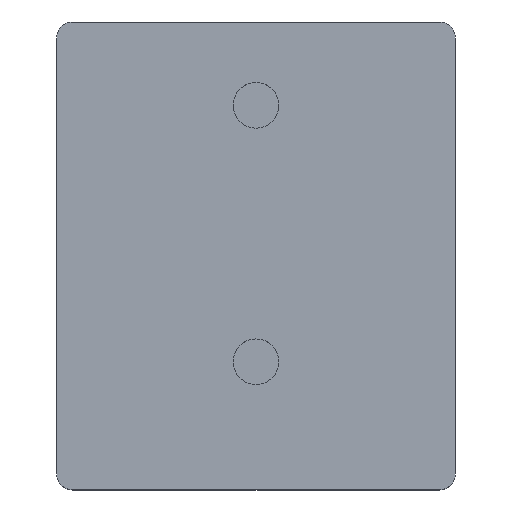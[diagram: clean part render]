
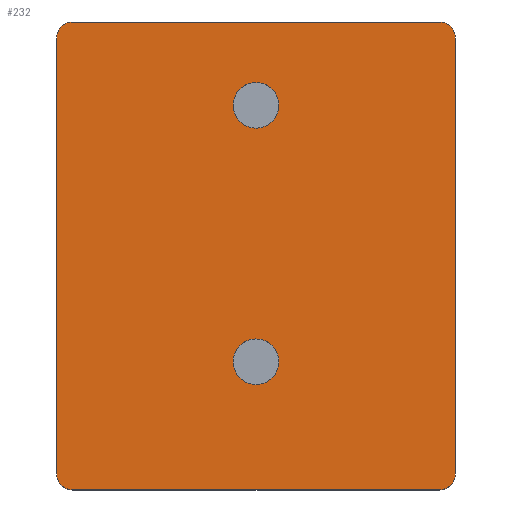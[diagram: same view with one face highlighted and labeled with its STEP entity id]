
A CAD part, top view. The second image highlights one B-rep face of the part: STEP entity #232.
In plain terms, the highlighted planar face has unit normal (0, 0, 1).
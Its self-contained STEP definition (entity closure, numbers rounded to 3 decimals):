
#15=FACE_BOUND('',#53,.T.);
#16=FACE_BOUND('',#54,.T.);
#24=PLANE('',#272);
#38=FACE_OUTER_BOUND('',#52,.T.);
#52=EDGE_LOOP('',(#203,#204,#205,#206,#207,#208,#209,#210));
#53=EDGE_LOOP('',(#211));
#54=EDGE_LOOP('',(#212));
#61=LINE('',#371,#79);
#67=LINE('',#386,#85);
#71=LINE('',#406,#89);
#72=LINE('',#408,#90);
#79=VECTOR('',#297,10.);
#85=VECTOR('',#313,10.);
#89=VECTOR('',#339,10.);
#90=VECTOR('',#342,10.);
#91=CIRCLE('',#248,1.);
#96=CIRCLE('',#256,1.);
#97=CIRCLE('',#258,1.);
#98=CIRCLE('',#261,1.);
#99=CIRCLE('',#263,1.425);
#101=CIRCLE('',#267,1.425);
#103=VERTEX_POINT('',#347);
#104=VERTEX_POINT('',#348);
#113=VERTEX_POINT('',#370);
#114=VERTEX_POINT('',#374);
#115=VERTEX_POINT('',#378);
#116=VERTEX_POINT('',#379);
#117=VERTEX_POINT('',#384);
#118=VERTEX_POINT('',#388);
#119=VERTEX_POINT('',#392);
#121=VERTEX_POINT('',#399);
#123=EDGE_CURVE('',#103,#104,#91,.T.);
#134=EDGE_CURVE('',#113,#104,#61,.T.);
#136=EDGE_CURVE('',#113,#114,#96,.T.);
#138=EDGE_CURVE('',#115,#116,#97,.T.);
#142=EDGE_CURVE('',#115,#117,#67,.T.);
#143=EDGE_CURVE('',#118,#117,#98,.T.);
#145=EDGE_CURVE('',#119,#119,#99,.T.);
#148=EDGE_CURVE('',#121,#121,#101,.T.);
#151=EDGE_CURVE('',#118,#114,#71,.T.);
#152=EDGE_CURVE('',#103,#116,#72,.T.);
#203=ORIENTED_EDGE('',*,*,#123,.F.);
#204=ORIENTED_EDGE('',*,*,#152,.T.);
#205=ORIENTED_EDGE('',*,*,#138,.F.);
#206=ORIENTED_EDGE('',*,*,#142,.T.);
#207=ORIENTED_EDGE('',*,*,#143,.F.);
#208=ORIENTED_EDGE('',*,*,#151,.T.);
#209=ORIENTED_EDGE('',*,*,#136,.F.);
#210=ORIENTED_EDGE('',*,*,#134,.T.);
#211=ORIENTED_EDGE('',*,*,#145,.T.);
#212=ORIENTED_EDGE('',*,*,#148,.T.);
#232=ADVANCED_FACE('',(#38,#15,#16),#24,.T.);
#248=AXIS2_PLACEMENT_3D('',#349,#277,#278);
#256=AXIS2_PLACEMENT_3D('',#375,#301,#302);
#258=AXIS2_PLACEMENT_3D('',#380,#306,#307);
#261=AXIS2_PLACEMENT_3D('',#389,#316,#317);
#263=AXIS2_PLACEMENT_3D('',#393,#321,#322);
#267=AXIS2_PLACEMENT_3D('',#400,#330,#331);
#272=AXIS2_PLACEMENT_3D('',#409,#343,#344);
#277=DIRECTION('center_axis',(0.,0.,-1.));
#278=DIRECTION('ref_axis',(0.707,-0.707,0.));
#297=DIRECTION('',(1.,0.,0.));
#301=DIRECTION('center_axis',(0.,0.,-1.));
#302=DIRECTION('ref_axis',(-0.707,-0.707,0.));
#306=DIRECTION('center_axis',(0.,0.,-1.));
#307=DIRECTION('ref_axis',(0.707,0.707,0.));
#313=DIRECTION('',(-1.,0.,0.));
#316=DIRECTION('center_axis',(0.,0.,-1.));
#317=DIRECTION('ref_axis',(-0.707,0.707,0.));
#321=DIRECTION('center_axis',(0.,0.,-1.));
#322=DIRECTION('ref_axis',(1.,0.,0.));
#330=DIRECTION('center_axis',(0.,0.,-1.));
#331=DIRECTION('ref_axis',(1.,0.,0.));
#339=DIRECTION('',(0.,-1.,0.));
#342=DIRECTION('',(0.,1.,0.));
#343=DIRECTION('center_axis',(0.,0.,1.));
#344=DIRECTION('ref_axis',(1.,0.,0.));
#347=CARTESIAN_POINT('',(12.45,-13.6,2.5));
#348=CARTESIAN_POINT('',(11.45,-14.6,2.5));
#349=CARTESIAN_POINT('Origin',(11.45,-13.6,2.5));
#370=CARTESIAN_POINT('',(-11.45,-14.6,2.5));
#371=CARTESIAN_POINT('',(12.45,-14.6,2.5));
#374=CARTESIAN_POINT('',(-12.45,-13.6,2.5));
#375=CARTESIAN_POINT('Origin',(-11.45,-13.6,2.5));
#378=CARTESIAN_POINT('',(11.45,14.6,2.5));
#379=CARTESIAN_POINT('',(12.45,13.6,2.5));
#380=CARTESIAN_POINT('Origin',(11.45,13.6,2.5));
#384=CARTESIAN_POINT('',(-11.45,14.6,2.5));
#386=CARTESIAN_POINT('',(-12.45,14.6,2.5));
#388=CARTESIAN_POINT('',(-12.45,13.6,2.5));
#389=CARTESIAN_POINT('Origin',(-11.45,13.6,2.5));
#392=CARTESIAN_POINT('',(-1.425,-6.6,2.5));
#393=CARTESIAN_POINT('Origin',(0.,-6.6,2.5));
#399=CARTESIAN_POINT('',(-1.425,9.4,2.5));
#400=CARTESIAN_POINT('Origin',(0.,9.4,2.5));
#406=CARTESIAN_POINT('',(-12.45,-14.6,2.5));
#408=CARTESIAN_POINT('',(12.45,14.6,2.5));
#409=CARTESIAN_POINT('Origin',(0.,0.,2.5));
